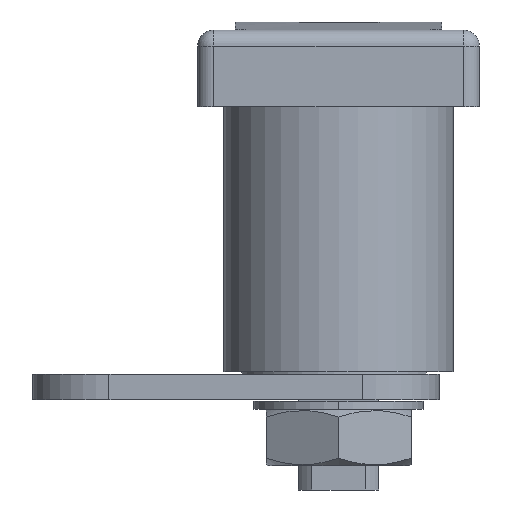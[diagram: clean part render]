
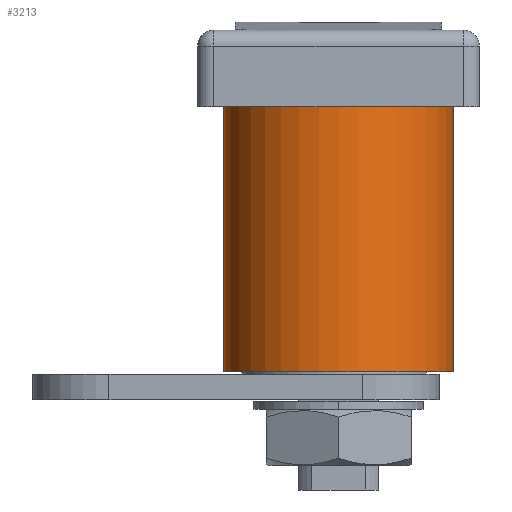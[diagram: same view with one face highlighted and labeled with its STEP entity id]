
A CAD part, front view. The second image highlights one B-rep face of the part: STEP entity #3213.
In plain terms, the highlighted cylindrical face has radius 14.25 mm (diameter 28.5 mm), a partial arc.
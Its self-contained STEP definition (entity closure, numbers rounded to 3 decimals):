
#12 = AXIS2_PLACEMENT_3D ( 'NONE', #6816, #6820, #6821 ) ;
#1391 = ORIENTED_EDGE ( 'NONE', *, *, #3308, .F. ) ;
#1395 = ORIENTED_EDGE ( 'NONE', *, *, #4809, .F. ) ;
#1396 = ORIENTED_EDGE ( 'NONE', *, *, #4841, .T. ) ;
#1397 = ORIENTED_EDGE ( 'NONE', *, *, #3377, .T. ) ;
#1808 = AXIS2_PLACEMENT_3D ( 'NONE', #6723, #6724, #6725 ) ;
#1926 = LINE ( 'NONE', #1927, #4127 ) ;
#1927 = CARTESIAN_POINT ( 'NONE',  ( 14.25, 0., 15.314 ) ) ;
#1928 = DIRECTION ( 'NONE',  ( 0., 0., 1. ) ) ;
#2592 = CARTESIAN_POINT ( 'NONE',  ( 0., 0., 15.314 ) ) ;
#2593 = DIRECTION ( 'NONE',  ( 0., 0., 1. ) ) ;
#2594 = DIRECTION ( 'NONE',  ( 1., 0., 0. ) ) ;
#3124 = CIRCLE ( 'NONE', #12, 14.25 ) ;
#3213 = ADVANCED_FACE ( 'NONE', ( #4498 ), #4389, .T. ) ;
#3308 = EDGE_CURVE ( 'NONE', #4937, #4946, #5632, .T. ) ;
#3377 = EDGE_CURVE ( 'NONE', #4935, #4947, #1926, .T. ) ;
#3752 = CIRCLE ( 'NONE', #1808, 14.25 ) ;
#4127 = VECTOR ( 'NONE', #1928, 1000. ) ;
#4265 = VECTOR ( 'NONE', #5634, 1000. ) ;
#4387 = AXIS2_PLACEMENT_3D ( 'NONE', #2592, #2593, #2594 ) ;
#4389 = CYLINDRICAL_SURFACE ( 'NONE', #4387, 14.25 ) ;
#4498 = FACE_OUTER_BOUND ( 'NONE', #6094, .T. ) ;
#4809 = EDGE_CURVE ( 'NONE', #4946, #4947, #3752, .T. ) ;
#4841 = EDGE_CURVE ( 'NONE', #4937, #4935, #3124, .T. ) ;
#4935 = VERTEX_POINT ( 'NONE', #7017 ) ;
#4937 = VERTEX_POINT ( 'NONE', #7019 ) ;
#4946 = VERTEX_POINT ( 'NONE', #7028 ) ;
#4947 = VERTEX_POINT ( 'NONE', #7029 ) ;
#5632 = LINE ( 'NONE', #5633, #4265 ) ;
#5633 = CARTESIAN_POINT ( 'NONE',  ( -14.25, 0., 15.314 ) ) ;
#5634 = DIRECTION ( 'NONE',  ( 0., 0., 1. ) ) ;
#6094 = EDGE_LOOP ( 'NONE', ( #1391, #1396, #1397, #1395 ) ) ;
#6723 = CARTESIAN_POINT ( 'NONE',  ( 0., 0., 0. ) ) ;
#6724 = DIRECTION ( 'NONE',  ( 0., 0., 1. ) ) ;
#6725 = DIRECTION ( 'NONE',  ( 1., 0., 0. ) ) ;
#6816 = CARTESIAN_POINT ( 'NONE',  ( 0., 0., -32.9 ) ) ;
#6820 = DIRECTION ( 'NONE',  ( 0., 0., 1. ) ) ;
#6821 = DIRECTION ( 'NONE',  ( 1., 0., 0. ) ) ;
#7017 = CARTESIAN_POINT ( 'NONE',  ( 14.25, 0., -32.9 ) ) ;
#7019 = CARTESIAN_POINT ( 'NONE',  ( -14.25, 0., -32.9 ) ) ;
#7028 = CARTESIAN_POINT ( 'NONE',  ( -14.25, 0., 0. ) ) ;
#7029 = CARTESIAN_POINT ( 'NONE',  ( 14.25, 0., 0. ) ) ;
